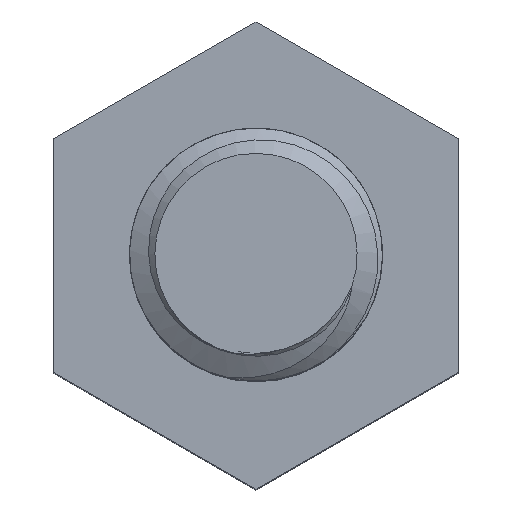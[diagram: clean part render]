
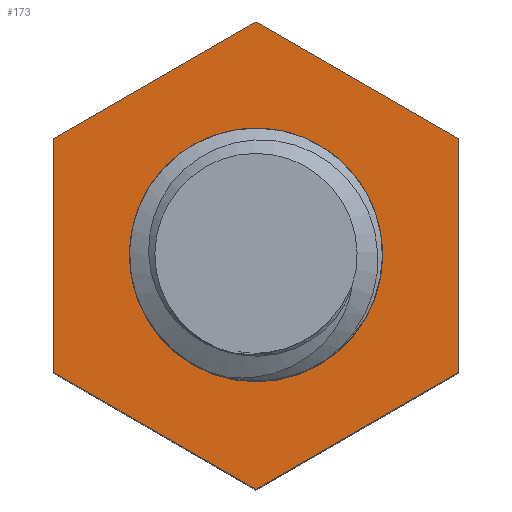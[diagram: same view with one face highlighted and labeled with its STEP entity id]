
A CAD part, top view. The second image highlights one B-rep face of the part: STEP entity #173.
In plain terms, the highlighted planar face has unit normal (0, 0, 1).
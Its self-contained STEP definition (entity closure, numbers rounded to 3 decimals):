
#173=ADVANCED_FACE('',(#5023,#5025),#5027,.T.);
#5023=FACE_BOUND('',#5024,.T.);
#5024=EDGE_LOOP('',(#12898,#12899,#12900,#12901,#12902,#12903));
#5025=FACE_BOUND('',#5026,.T.);
#5026=EDGE_LOOP('',(#12904));
#5027=PLANE('',#5028);
#5028=AXIS2_PLACEMENT_3D('',#5029,#5030,#5031);
#5029=CARTESIAN_POINT('',(0.,0.,5.));
#5030=DIRECTION('',(0.,0.,1.));
#5031=DIRECTION('',(-1.,0.,0.));
#12898=ORIENTED_EDGE('',*,*,#13062,.T.);
#12899=ORIENTED_EDGE('',*,*,#13060,.T.);
#12900=ORIENTED_EDGE('',*,*,#13058,.T.);
#12901=ORIENTED_EDGE('',*,*,#13056,.T.);
#12902=ORIENTED_EDGE('',*,*,#13054,.T.);
#12903=ORIENTED_EDGE('',*,*,#13052,.T.);
#12904=ORIENTED_EDGE('',*,*,#13063,.F.);
#13052=EDGE_CURVE('',#13179,#13177,#13180,.T.);
#13054=EDGE_CURVE('',#13182,#13179,#13183,.T.);
#13056=EDGE_CURVE('',#13185,#13182,#13186,.T.);
#13058=EDGE_CURVE('',#13188,#13185,#13189,.T.);
#13060=EDGE_CURVE('',#13191,#13188,#13192,.T.);
#13062=EDGE_CURVE('',#13177,#13191,#13194,.T.);
#13063=EDGE_CURVE('',#13195,#13195,#13196,.F.);
#13177=VERTEX_POINT('',#15143);
#13179=VERTEX_POINT('',#15147);
#13180=LINE('',#15148,#15149);
#13182=VERTEX_POINT('',#15154);
#13183=LINE('',#15155,#15156);
#13185=VERTEX_POINT('',#15161);
#13186=LINE('',#15162,#15163);
#13188=VERTEX_POINT('',#15168);
#13189=LINE('',#15169,#15170);
#13191=VERTEX_POINT('',#15175);
#13192=LINE('',#15176,#15177);
#13194=LINE('',#15182,#15183);
#13195=VERTEX_POINT('',#15185);
#13196=CIRCLE('',#15186,0.95);
#15143=CARTESIAN_POINT('',(0.,-2.309,5.));
#15147=CARTESIAN_POINT('',(-2.,-1.155,5.));
#15148=CARTESIAN_POINT('',(-2.,-1.155,5.));
#15149=VECTOR('',#15150,1.);
#15150=DIRECTION('',(0.866,-0.5,0.));
#15154=CARTESIAN_POINT('',(-2.,1.155,5.));
#15155=CARTESIAN_POINT('',(-2.,1.155,5.));
#15156=VECTOR('',#15157,1.);
#15157=DIRECTION('',(0.,-1.,0.));
#15161=CARTESIAN_POINT('',(0.,2.309,5.));
#15162=CARTESIAN_POINT('',(0.,2.309,5.));
#15163=VECTOR('',#15164,1.);
#15164=DIRECTION('',(-0.866,-0.5,0.));
#15168=CARTESIAN_POINT('',(2.,1.155,5.));
#15169=CARTESIAN_POINT('',(2.,1.155,5.));
#15170=VECTOR('',#15171,1.);
#15171=DIRECTION('',(-0.866,0.5,0.));
#15175=CARTESIAN_POINT('',(2.,-1.155,5.));
#15176=CARTESIAN_POINT('',(2.,-1.155,5.));
#15177=VECTOR('',#15178,1.);
#15178=DIRECTION('',(0.,1.,0.));
#15182=CARTESIAN_POINT('',(0.,-2.309,5.));
#15183=VECTOR('',#15184,1.);
#15184=DIRECTION('',(0.866,0.5,0.));
#15185=CARTESIAN_POINT('',(0.,0.95,5.));
#15186=AXIS2_PLACEMENT_3D('',#15187,#15188,#15189);
#15187=CARTESIAN_POINT('',(0.,0.,5.));
#15188=DIRECTION('',(-0.,-0.,-1.));
#15189=DIRECTION('',(0.,1.,0.));
